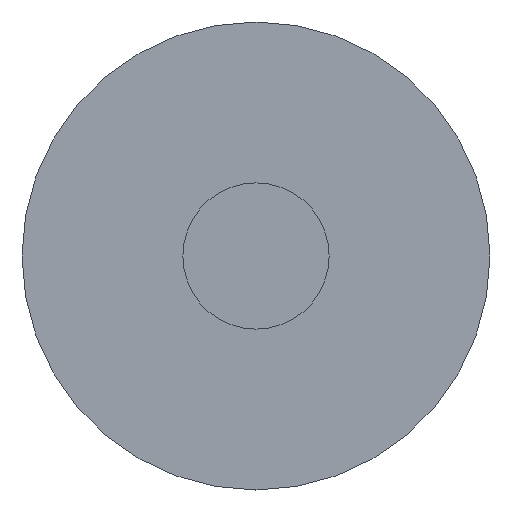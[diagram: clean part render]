
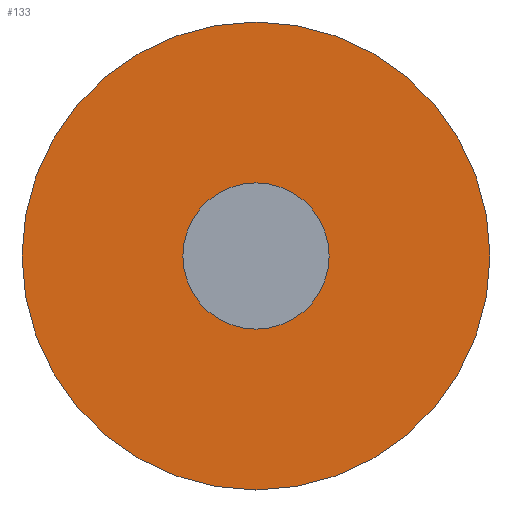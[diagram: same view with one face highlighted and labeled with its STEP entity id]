
A CAD part, left-side view. The second image highlights one B-rep face of the part: STEP entity #133.
In plain terms, the highlighted planar face has unit normal (-1, 0, 0).
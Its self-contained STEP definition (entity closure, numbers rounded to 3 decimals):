
#27=PLANE('',#156);
#36=FACE_BOUND('',#67,.T.);
#47=FACE_OUTER_BOUND('',#66,.T.);
#66=EDGE_LOOP('',(#116));
#67=EDGE_LOOP('',(#117));
#69=CIRCLE('',#138,0.25);
#77=CIRCLE('',#155,0.8);
#79=VERTEX_POINT('',#205);
#87=VERTEX_POINT('',#230);
#89=EDGE_CURVE('',#79,#79,#69,.T.);
#97=EDGE_CURVE('',#87,#87,#77,.T.);
#116=ORIENTED_EDGE('',*,*,#97,.T.);
#117=ORIENTED_EDGE('',*,*,#89,.F.);
#133=ADVANCED_FACE('',(#47,#36),#27,.T.);
#138=AXIS2_PLACEMENT_3D('',#206,#163,#164);
#155=AXIS2_PLACEMENT_3D('',#231,#197,#198);
#156=AXIS2_PLACEMENT_3D('',#232,#199,#200);
#163=DIRECTION('center_axis',(-1.,0.,0.));
#164=DIRECTION('ref_axis',(0.,0.,1.));
#197=DIRECTION('center_axis',(-1.,0.,0.));
#198=DIRECTION('ref_axis',(0.,0.,1.));
#199=DIRECTION('center_axis',(-1.,0.,0.));
#200=DIRECTION('ref_axis',(0.,0.,1.));
#205=CARTESIAN_POINT('',(-1.8,0.,0.25));
#206=CARTESIAN_POINT('Origin',(-1.8,0.,0.));
#230=CARTESIAN_POINT('',(-1.8,0.,0.8));
#231=CARTESIAN_POINT('Origin',(-1.8,0.,0.));
#232=CARTESIAN_POINT('Origin',(-1.8,0.,0.25));
